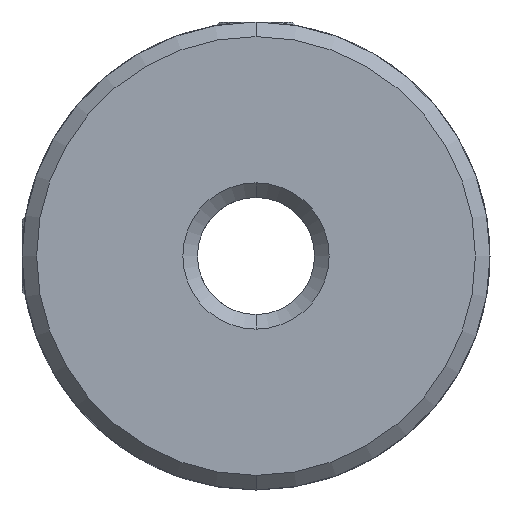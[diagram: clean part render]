
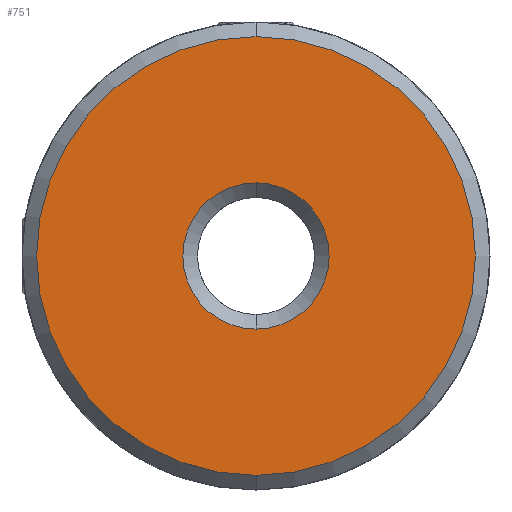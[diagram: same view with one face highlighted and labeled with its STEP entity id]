
A CAD part, left-side view. The second image highlights one B-rep face of the part: STEP entity #751.
In plain terms, the highlighted planar face has unit normal (-1, 0, 0).
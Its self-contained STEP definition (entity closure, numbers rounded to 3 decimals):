
#294 = VERTEX_POINT ( 'NONE', #1624 ) ;
#295 = VERTEX_POINT ( 'NONE', #453 ) ;
#296 = VERTEX_POINT ( 'NONE', #1625 ) ;
#297 = VERTEX_POINT ( 'NONE', #1626 ) ;
#453 = CARTESIAN_POINT ( 'NONE',  ( -9., 0., 2.5 ) ) ;
#526 = EDGE_CURVE ( 'NONE', #295, #297, #1234, .T. ) ;
#652 = EDGE_CURVE ( 'NONE', #296, #294, #1393, .T. ) ;
#683 = EDGE_CURVE ( 'NONE', #294, #296, #2671, .T. ) ;
#684 = EDGE_CURVE ( 'NONE', #297, #295, #2673, .T. ) ;
#751 = ADVANCED_FACE ( 'NONE', ( #2775, #2779 ), #3071, .T. ) ;
#863 = ORIENTED_EDGE ( 'NONE', *, *, #683, .T. ) ;
#864 = ORIENTED_EDGE ( 'NONE', *, *, #652, .T. ) ;
#865 = ORIENTED_EDGE ( 'NONE', *, *, #526, .T. ) ;
#866 = ORIENTED_EDGE ( 'NONE', *, *, #684, .T. ) ;
#1138 = EDGE_LOOP ( 'NONE', ( #863, #864 ) ) ;
#1140 = EDGE_LOOP ( 'NONE', ( #865, #866 ) ) ;
#1234 = CIRCLE ( 'NONE', #1448, 2.5 ) ;
#1393 = CIRCLE ( 'NONE', #1483, 7.5 ) ;
#1448 = AXIS2_PLACEMENT_3D ( 'NONE', #2068, #2071, #2072 ) ;
#1483 = AXIS2_PLACEMENT_3D ( 'NONE', #2450, #2451, #2452 ) ;
#1490 = AXIS2_PLACEMENT_3D ( 'NONE', #2600, #2601, #2602 ) ;
#1498 = AXIS2_PLACEMENT_3D ( 'NONE', #2597, #2604, #2605 ) ;
#1560 = AXIS2_PLACEMENT_3D ( 'NONE', #3070, #3073, #3074 ) ;
#1624 = CARTESIAN_POINT ( 'NONE',  ( -9., 0., -7.5 ) ) ;
#1625 = CARTESIAN_POINT ( 'NONE',  ( -9., 0., 7.5 ) ) ;
#1626 = CARTESIAN_POINT ( 'NONE',  ( -9., 0., -2.5 ) ) ;
#2068 = CARTESIAN_POINT ( 'NONE',  ( -9., 0., 0. ) ) ;
#2071 = DIRECTION ( 'NONE',  ( 1., 0., 0. ) ) ;
#2072 = DIRECTION ( 'NONE',  ( 0., 0., 1. ) ) ;
#2450 = CARTESIAN_POINT ( 'NONE',  ( -9., 0., 0. ) ) ;
#2451 = DIRECTION ( 'NONE',  ( -1., 0., 0. ) ) ;
#2452 = DIRECTION ( 'NONE',  ( 0., 0., 1. ) ) ;
#2597 = CARTESIAN_POINT ( 'NONE',  ( -9., 0., 0. ) ) ;
#2600 = CARTESIAN_POINT ( 'NONE',  ( -9., 0., 0. ) ) ;
#2601 = DIRECTION ( 'NONE',  ( -1., 0., 0. ) ) ;
#2602 = DIRECTION ( 'NONE',  ( 0., 0., 1. ) ) ;
#2604 = DIRECTION ( 'NONE',  ( 1., 0., 0. ) ) ;
#2605 = DIRECTION ( 'NONE',  ( 0., 0., 1. ) ) ;
#2671 = CIRCLE ( 'NONE', #1490, 7.5 ) ;
#2673 = CIRCLE ( 'NONE', #1498, 2.5 ) ;
#2775 = FACE_OUTER_BOUND ( 'NONE', #1138, .T. ) ;
#2779 = FACE_BOUND ( 'NONE', #1140, .T. ) ;
#3070 = CARTESIAN_POINT ( 'NONE',  ( -9., 0., 0. ) ) ;
#3071 = PLANE ( 'NONE',  #1560 ) ;
#3073 = DIRECTION ( 'NONE',  ( -1., 0., 0. ) ) ;
#3074 = DIRECTION ( 'NONE',  ( 0., 1., 0. ) ) ;
